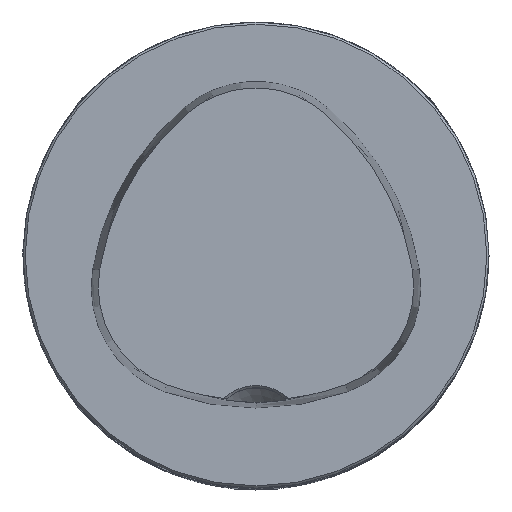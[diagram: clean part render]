
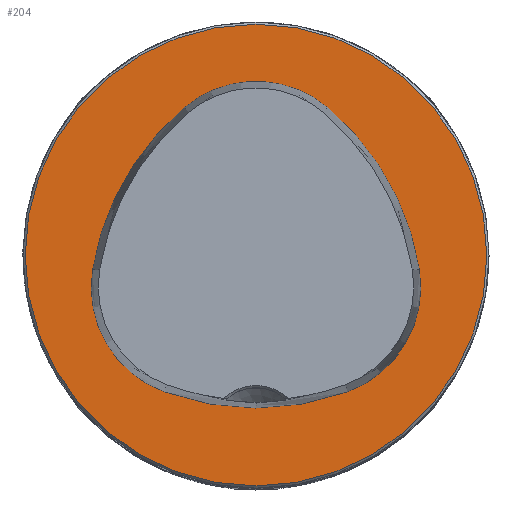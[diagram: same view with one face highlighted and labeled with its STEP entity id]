
A CAD part, top view. The second image highlights one B-rep face of the part: STEP entity #204.
In plain terms, the highlighted planar face has unit normal (0, 0, 1).
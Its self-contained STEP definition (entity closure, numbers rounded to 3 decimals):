
#117=FACE_BOUND('',#356,.T.);
#118=FACE_BOUND('',#357,.T.);
#162=PLANE('',#1323);
#204=ADVANCED_FACE('CU_FL_N1_SU_1',(#117,#118),#162,.T.);
#356=EDGE_LOOP('',(#644,#645,#646,#647,#648,#649));
#357=EDGE_LOOP('',(#650));
#469=CIRCLE('',#1314,36.075);
#471=CIRCLE('',#1317,36.075);
#472=CIRCLE('',#1318,15.075);
#473=CIRCLE('',#1319,36.075);
#474=CIRCLE('',#1320,15.075);
#475=CIRCLE('',#1321,15.075);
#476=CIRCLE('',#1322,31.2);
#644=ORIENTED_EDGE('',*,*,#1038,.F.);
#645=ORIENTED_EDGE('',*,*,#1039,.F.);
#646=ORIENTED_EDGE('',*,*,#1040,.F.);
#647=ORIENTED_EDGE('',*,*,#1041,.F.);
#648=ORIENTED_EDGE('',*,*,#1035,.F.);
#649=ORIENTED_EDGE('',*,*,#1042,.F.);
#650=ORIENTED_EDGE('',*,*,#1043,.T.);
#905=VERTEX_POINT('',#2348);
#906=VERTEX_POINT('',#2350);
#908=VERTEX_POINT('',#2356);
#909=VERTEX_POINT('',#2357);
#910=VERTEX_POINT('',#2359);
#911=VERTEX_POINT('',#2361);
#912=VERTEX_POINT('',#2365);
#1035=EDGE_CURVE('',#905,#906,#469,.T.);
#1038=EDGE_CURVE('',#908,#909,#471,.T.);
#1039=EDGE_CURVE('',#910,#908,#472,.T.);
#1040=EDGE_CURVE('',#911,#910,#473,.T.);
#1041=EDGE_CURVE('',#906,#911,#474,.T.);
#1042=EDGE_CURVE('',#909,#905,#475,.T.);
#1043=EDGE_CURVE('',#912,#912,#476,.T.);
#1314=AXIS2_PLACEMENT_3D('',#2349,#1547,#1548);
#1317=AXIS2_PLACEMENT_3D('',#2355,#1554,#1555);
#1318=AXIS2_PLACEMENT_3D('',#2358,#1556,#1557);
#1319=AXIS2_PLACEMENT_3D('',#2360,#1558,#1559);
#1320=AXIS2_PLACEMENT_3D('',#2362,#1560,#1561);
#1321=AXIS2_PLACEMENT_3D('',#2363,#1562,#1563);
#1322=AXIS2_PLACEMENT_3D('',#2364,#1564,#1565);
#1323=AXIS2_PLACEMENT_3D('',#2366,#1566,#1567);
#1547=DIRECTION('',(0.,0.,1.));
#1548=DIRECTION('',(1.,0.,0.));
#1554=DIRECTION('',(0.,0.,1.));
#1555=DIRECTION('',(1.,0.,0.));
#1556=DIRECTION('',(0.,0.,1.));
#1557=DIRECTION('',(1.,0.,0.));
#1558=DIRECTION('',(0.,0.,1.));
#1559=DIRECTION('',(1.,0.,0.));
#1560=DIRECTION('',(0.,0.,1.));
#1561=DIRECTION('',(1.,0.,0.));
#1562=DIRECTION('',(0.,0.,1.));
#1563=DIRECTION('',(1.,0.,0.));
#1564=DIRECTION('',(0.,0.,1.));
#1565=DIRECTION('',(1.,0.,0.));
#1566=DIRECTION('',(0.,0.,1.));
#1567=DIRECTION('',(1.,0.,0.));
#2348=CARTESIAN_POINT('',(-12.368,-18.489,0.));
#2349=CARTESIAN_POINT('',(0.,15.4,0.));
#2350=CARTESIAN_POINT('',(12.368,-18.489,0.));
#2355=CARTESIAN_POINT('',(13.535,-7.656,0.));
#2356=CARTESIAN_POINT('',(-9.716,19.927,0.));
#2357=CARTESIAN_POINT('',(-22.084,-1.937,0.));
#2358=CARTESIAN_POINT('',(0.,8.4,0.));
#2359=CARTESIAN_POINT('',(9.716,19.927,0.));
#2360=CARTESIAN_POINT('',(-13.535,-7.656,0.));
#2361=CARTESIAN_POINT('',(22.084,-1.937,0.));
#2362=CARTESIAN_POINT('',(7.2,-4.327,0.));
#2363=CARTESIAN_POINT('',(-7.2,-4.327,0.));
#2364=CARTESIAN_POINT('',(0.,0.,0.));
#2365=CARTESIAN_POINT('',(31.2,0.,0.));
#2366=CARTESIAN_POINT('',(0.,0.,0.));
